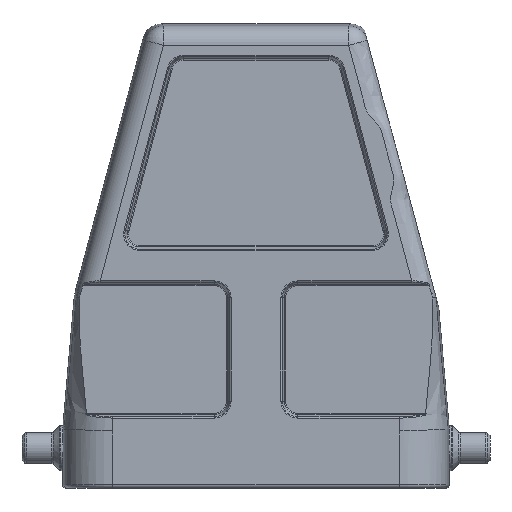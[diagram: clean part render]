
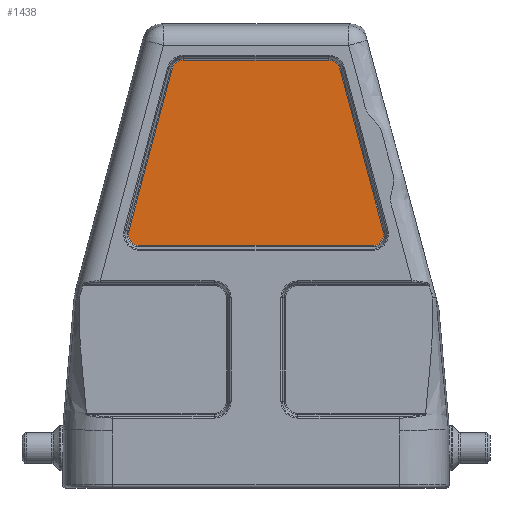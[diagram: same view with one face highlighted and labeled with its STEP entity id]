
A CAD part, front view. The second image highlights one B-rep face of the part: STEP entity #1438.
In plain terms, the highlighted planar face has unit normal (0, -1, 0).
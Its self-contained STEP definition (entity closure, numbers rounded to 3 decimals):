
#1035=FACE_OUTER_BOUND('',#2131,.T.);
#1438=ADVANCED_FACE('',(#1035),#1851,.T.);
#1851=PLANE('',#8028);
#2131=EDGE_LOOP('',(#4167,#4168,#4169,#4170,#4171,#4172,#4173,#4174));
#2686=CIRCLE('',#8024,1.805);
#2687=CIRCLE('',#8025,1.805);
#2688=CIRCLE('',#8026,1.805);
#2689=CIRCLE('',#8027,1.805);
#3068=LINE('',#12941,#3559);
#3069=LINE('',#12946,#3560);
#3070=LINE('',#12950,#3561);
#3071=LINE('',#12954,#3562);
#3559=VECTOR('',#8971,1.);
#3560=VECTOR('',#8974,1.);
#3561=VECTOR('',#8977,1.);
#3562=VECTOR('',#8980,1.);
#4167=ORIENTED_EDGE('',*,*,#6702,.T.);
#4168=ORIENTED_EDGE('',*,*,#6703,.T.);
#4169=ORIENTED_EDGE('',*,*,#6704,.T.);
#4170=ORIENTED_EDGE('',*,*,#6705,.T.);
#4171=ORIENTED_EDGE('',*,*,#6706,.T.);
#4172=ORIENTED_EDGE('',*,*,#6707,.T.);
#4173=ORIENTED_EDGE('',*,*,#6708,.T.);
#4174=ORIENTED_EDGE('',*,*,#6709,.T.);
#6076=VERTEX_POINT('',#12942);
#6077=VERTEX_POINT('',#12943);
#6078=VERTEX_POINT('',#12945);
#6079=VERTEX_POINT('',#12947);
#6080=VERTEX_POINT('',#12949);
#6081=VERTEX_POINT('',#12951);
#6082=VERTEX_POINT('',#12953);
#6083=VERTEX_POINT('',#12955);
#6702=EDGE_CURVE('',#6076,#6077,#3068,.T.);
#6703=EDGE_CURVE('',#6077,#6078,#2686,.T.);
#6704=EDGE_CURVE('',#6078,#6079,#3069,.T.);
#6705=EDGE_CURVE('',#6079,#6080,#2687,.T.);
#6706=EDGE_CURVE('',#6080,#6081,#3070,.T.);
#6707=EDGE_CURVE('',#6081,#6082,#2688,.T.);
#6708=EDGE_CURVE('',#6082,#6083,#3071,.T.);
#6709=EDGE_CURVE('',#6083,#6076,#2689,.T.);
#8024=AXIS2_PLACEMENT_3D('',#12944,#8972,#8973);
#8025=AXIS2_PLACEMENT_3D('',#12948,#8975,#8976);
#8026=AXIS2_PLACEMENT_3D('',#12952,#8978,#8979);
#8027=AXIS2_PLACEMENT_3D('',#12956,#8981,#8982);
#8028=AXIS2_PLACEMENT_3D('',#12957,#8983,#8984);
#8971=DIRECTION('',(-0.259,0.,-0.966));
#8972=DIRECTION('',(0.,-1.,0.));
#8973=DIRECTION('',(0.,0.,-1.));
#8974=DIRECTION('',(1.,0.,0.));
#8975=DIRECTION('',(0.,-1.,0.));
#8976=DIRECTION('',(0.,0.,-1.));
#8977=DIRECTION('',(-0.259,0.,0.966));
#8978=DIRECTION('',(0.,-1.,0.));
#8979=DIRECTION('',(0.,0.,-1.));
#8980=DIRECTION('',(-1.,0.,0.));
#8981=DIRECTION('',(0.,-1.,0.));
#8982=DIRECTION('',(0.,0.,-1.));
#8983=DIRECTION('',(0.,-1.,0.));
#8984=DIRECTION('',(0.,0.,-1.));
#12941=CARTESIAN_POINT('',(-19.74,-20.25,30.717));
#12942=CARTESIAN_POINT('',(-12.987,-20.25,55.917));
#12943=CARTESIAN_POINT('',(-19.74,-20.25,30.717));
#12944=CARTESIAN_POINT('',(-17.996,-20.25,30.25));
#12945=CARTESIAN_POINT('',(-17.996,-20.25,28.445));
#12946=CARTESIAN_POINT('',(-17.996,-20.25,28.445));
#12947=CARTESIAN_POINT('',(17.996,-20.25,28.445));
#12948=CARTESIAN_POINT('',(17.996,-20.25,30.25));
#12949=CARTESIAN_POINT('',(19.74,-20.25,30.717));
#12950=CARTESIAN_POINT('',(17.329,-20.25,39.715));
#12951=CARTESIAN_POINT('',(12.987,-20.25,55.917));
#12952=CARTESIAN_POINT('',(11.244,-20.25,55.45));
#12953=CARTESIAN_POINT('',(11.244,-20.25,57.255));
#12954=CARTESIAN_POINT('',(-17.996,-20.25,57.255));
#12955=CARTESIAN_POINT('',(-11.244,-20.25,57.255));
#12956=CARTESIAN_POINT('',(-11.244,-20.25,55.45));
#12957=CARTESIAN_POINT('',(-17.996,-20.25,30.25));
